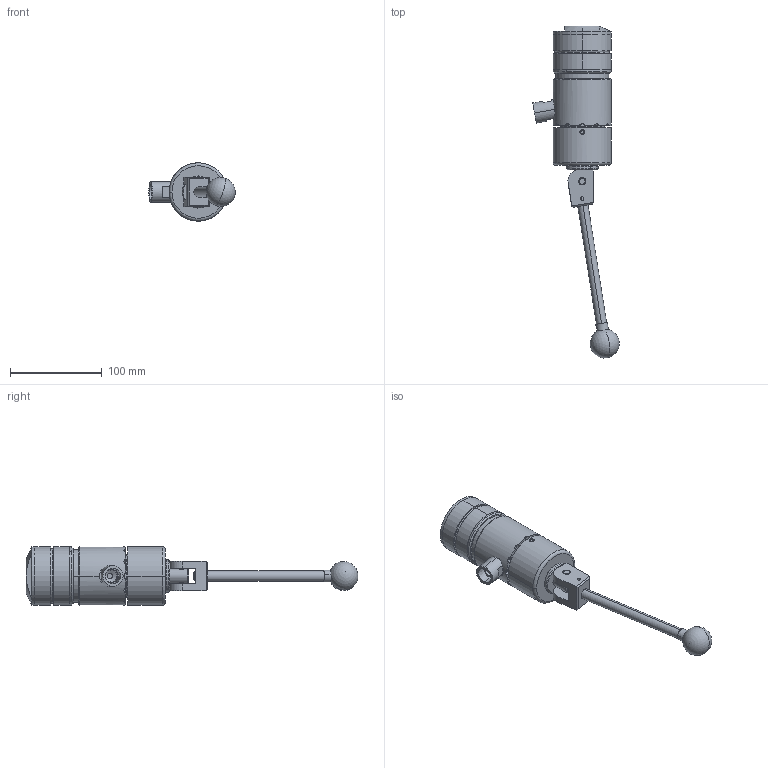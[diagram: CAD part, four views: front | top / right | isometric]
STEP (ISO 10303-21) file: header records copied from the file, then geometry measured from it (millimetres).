
FILE_DESCRIPTION (( 'STEP AP214' ), '1' );
FILE_NAME ('CTSC-003647.STEP', '2025-06-01T18:17:27', ( '' ), ( '' ), 'SwSTEP 2.0', 'SolidWorks 2023', '' );
FILE_SCHEMA (( 'AUTOMOTIVE_DESIGN' ));
Length unit declared in the file: inch
Products named in the file (1): CTSC-003647
Bounding box: 94.33 x 362.52 x 63.63 mm (x, y, z)
Volume: 493955.2 mm3; surface area: 99671.3 mm2
Topology: 11 solids, 12 shells, 313 faces, 751 edges, 472 vertices
Faces by surface type: cylinder 129, plane 110, cone 49, torus 20, bspline 3, sphere 2
Entity records: 15045 total; most frequent: CARTESIAN_POINT 3837, DIRECTION 1508, ORIENTED_EDGE 1480, EDGE_CURVE 740, AXIS2_PLACEMENT_3D 622, VERTEX_POINT 468, EDGE_LOOP 350, DIMENSIONAL_EXPONENTS 313
